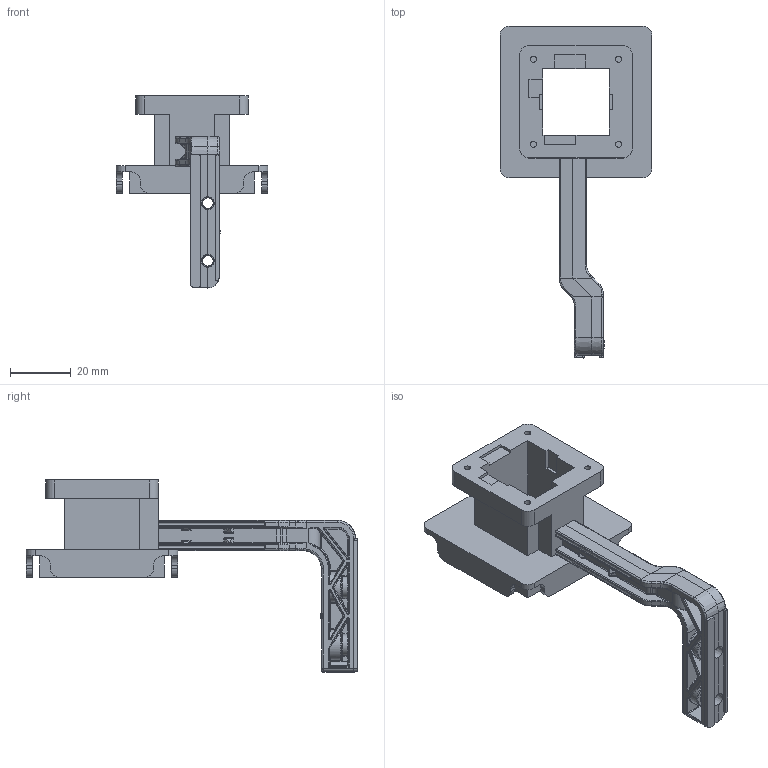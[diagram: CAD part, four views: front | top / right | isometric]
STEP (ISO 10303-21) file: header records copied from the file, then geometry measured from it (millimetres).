
FILE_DESCRIPTION (( 'STEP AP203' ), '1' );
FILE_NAME ('gripper_asm4.STEP', '2023-09-19T05:06:09', ( '' ), ( '' ), 'SwSTEP 2.0', 'SolidWorks 2022', '' );
FILE_SCHEMA (( 'CONFIG_CONTROL_DESIGN' ));
Length unit declared in the file: millimetre
Products named in the file (1): gripper_asm4
Bounding box: 50 x 109.24 x 63.24 mm (x, y, z)
Volume: 21766.8 mm3; surface area: 19988.4 mm2
Topology: 1 solids, 1 shells, 882 faces, 2141 edges, 1232 vertices
Faces by surface type: cylinder 330, plane 235, bspline 210, sphere 62, torus 27, cone 18
Entity records: 41497 total; most frequent: CARTESIAN_POINT 23160, ORIENTED_EDGE 4196, DIRECTION 3133, EDGE_CURVE 2098, VERTEX_POINT 1232, AXIS2_PLACEMENT_3D 1102, VECTOR 929, LINE 929
